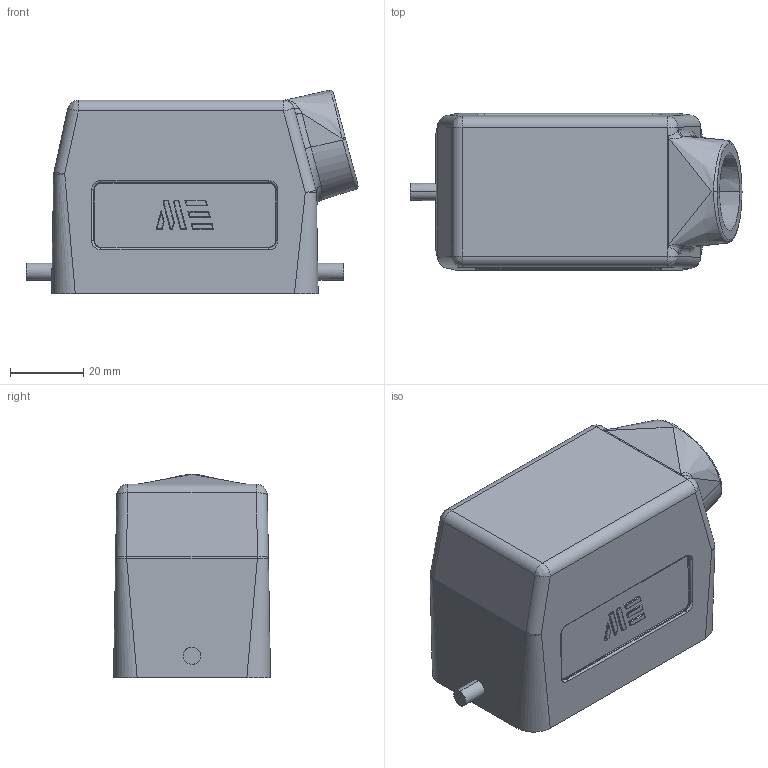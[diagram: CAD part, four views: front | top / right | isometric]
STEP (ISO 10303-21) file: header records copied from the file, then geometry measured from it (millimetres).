
FILE_DESCRIPTION (( 'STEP AP203' ), '1' );
FILE_NAME ('293533005.step', '2025-02-12T17:53:31', ( '' ), ( '' ), 'SwSTEP 2.0', 'SolidWorks 2024', '' );
FILE_SCHEMA (( 'CONFIG_CONTROL_DESIGN' ));
Length unit declared in the file: inch
Products named in the file (1): 293533005
Bounding box: 90.91 x 43 x 55.73 mm (x, y, z)
Volume: 48429.4 mm3; surface area: 28651.5 mm2
Topology: 1 solids, 1 shells, 299 faces, 693 edges, 411 vertices
Faces by surface type: plane 121, cylinder 119, bspline 57, cone 2
Entity records: 10948 total; most frequent: CARTESIAN_POINT 4692, ORIENTED_EDGE 1374, DIRECTION 1122, EDGE_CURVE 687, VERTEX_POINT 411, LINE 404, VECTOR 404, AXIS2_PLACEMENT_3D 359
